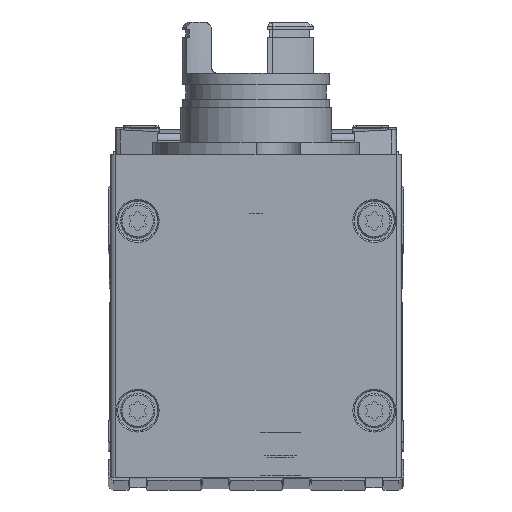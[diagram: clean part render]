
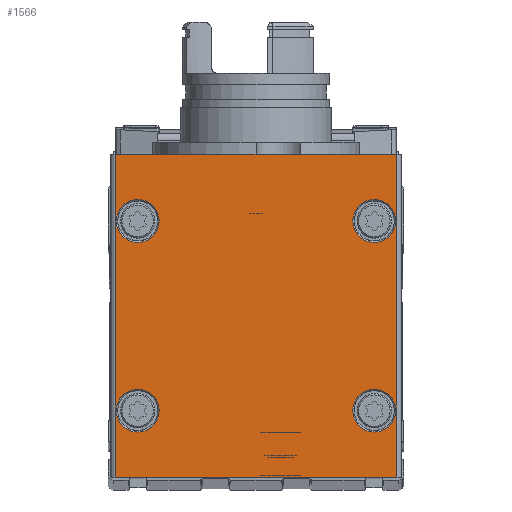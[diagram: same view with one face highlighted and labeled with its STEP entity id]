
A CAD part, top view. The second image highlights one B-rep face of the part: STEP entity #1566.
In plain terms, the highlighted planar face has unit normal (0, 0, 1).
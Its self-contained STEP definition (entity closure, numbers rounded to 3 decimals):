
#1566 = ADVANCED_FACE( '', ( #3568, #3569, #3570, #3571, #3572 ), #3573, .F. );
#3568 = FACE_BOUND( '', #6083, .T. );
#3569 = FACE_BOUND( '', #6084, .T. );
#3570 = FACE_BOUND( '', #6085, .T. );
#3571 = FACE_BOUND( '', #6086, .T. );
#3572 = FACE_OUTER_BOUND( '', #6087, .T. );
#3573 = PLANE( '', #6088 );
#6083 = EDGE_LOOP( '', ( #10435 ) );
#6084 = EDGE_LOOP( '', ( #10436 ) );
#6085 = EDGE_LOOP( '', ( #10437 ) );
#6086 = EDGE_LOOP( '', ( #10438 ) );
#6087 = EDGE_LOOP( '', ( #10439, #10440, #10441, #10442 ) );
#6088 = AXIS2_PLACEMENT_3D( '', #10443, #10444, #10445 );
#10435 = ORIENTED_EDGE( '', *, *, #15198, .T. );
#10436 = ORIENTED_EDGE( '', *, *, #15740, .T. );
#10437 = ORIENTED_EDGE( '', *, *, #15741, .T. );
#10438 = ORIENTED_EDGE( '', *, *, #15089, .T. );
#10439 = ORIENTED_EDGE( '', *, *, #15742, .T. );
#10440 = ORIENTED_EDGE( '', *, *, #15123, .F. );
#10441 = ORIENTED_EDGE( '', *, *, #15743, .F. );
#10442 = ORIENTED_EDGE( '', *, *, #15264, .T. );
#10443 = CARTESIAN_POINT( '', ( -28.5, 65.5, 67. ) );
#10444 = DIRECTION( '', ( 0., 0., -1. ) );
#10445 = DIRECTION( '', ( -1., 0., 0. ) );
#15089 = EDGE_CURVE( '', #18336, #18336, #18337, .T. );
#15123 = EDGE_CURVE( '', #18392, #18387, #18394, .T. );
#15198 = EDGE_CURVE( '', #18512, #18512, #18513, .T. );
#15264 = EDGE_CURVE( '', #18619, #18617, #18620, .T. );
#15740 = EDGE_CURVE( '', #19317, #19317, #19318, .T. );
#15741 = EDGE_CURVE( '', #19319, #19319, #19320, .T. );
#15742 = EDGE_CURVE( '', #18617, #18387, #19321, .T. );
#15743 = EDGE_CURVE( '', #18619, #18392, #19322, .T. );
#18336 = VERTEX_POINT( '', #22840 );
#18337 = CIRCLE( '', #22841, 4.35 );
#18387 = VERTEX_POINT( '', #22901 );
#18392 = VERTEX_POINT( '', #22907 );
#18394 = LINE( '', #22909, #22910 );
#18512 = VERTEX_POINT( '', #23083 );
#18513 = CIRCLE( '', #23084, 4.35 );
#18617 = VERTEX_POINT( '', #23223 );
#18619 = VERTEX_POINT( '', #23225 );
#18620 = LINE( '', #23226, #23227 );
#19317 = VERTEX_POINT( '', #24162 );
#19318 = CIRCLE( '', #24163, 4.35 );
#19319 = VERTEX_POINT( '', #24164 );
#19320 = CIRCLE( '', #24165, 4.35 );
#19321 = LINE( '', #24166, #24167 );
#19322 = LINE( '', #24168, #24169 );
#22840 = CARTESIAN_POINT( '', ( -28.35, 52., 67. ) );
#22841 = AXIS2_PLACEMENT_3D( '', #27099, #27100, #27101 );
#22901 = CARTESIAN_POINT( '', ( 28.5, 0., 67. ) );
#22907 = CARTESIAN_POINT( '', ( 28.5, 65.5, 67. ) );
#22909 = CARTESIAN_POINT( '', ( 28.5, 65.5, 67. ) );
#22910 = VECTOR( '', #27152, 1000. );
#23083 = CARTESIAN_POINT( '', ( 19.65, 13.5, 67. ) );
#23084 = AXIS2_PLACEMENT_3D( '', #27226, #27227, #27228 );
#23223 = CARTESIAN_POINT( '', ( -28.5, 0., 67. ) );
#23225 = CARTESIAN_POINT( '', ( -28.5, 65.5, 67. ) );
#23226 = CARTESIAN_POINT( '', ( -28.5, 65.5, 67. ) );
#23227 = VECTOR( '', #27333, 1000. );
#24162 = CARTESIAN_POINT( '', ( 19.65, 52., 67. ) );
#24163 = AXIS2_PLACEMENT_3D( '', #27969, #27970, #27971 );
#24164 = CARTESIAN_POINT( '', ( -28.35, 13.5, 67. ) );
#24165 = AXIS2_PLACEMENT_3D( '', #27972, #27973, #27974 );
#24166 = CARTESIAN_POINT( '', ( -28.5, 0., 67. ) );
#24167 = VECTOR( '', #27975, 1000. );
#24168 = CARTESIAN_POINT( '', ( -28.5, 65.5, 67. ) );
#24169 = VECTOR( '', #27976, 1000. );
#27099 = CARTESIAN_POINT( '', ( -24., 52., 67. ) );
#27100 = DIRECTION( '', ( 0., 0., -1. ) );
#27101 = DIRECTION( '', ( -1., 0., 0. ) );
#27152 = DIRECTION( '', ( 0., -1., 0. ) );
#27226 = CARTESIAN_POINT( '', ( 24., 13.5, 67. ) );
#27227 = DIRECTION( '', ( 0., 0., -1. ) );
#27228 = DIRECTION( '', ( -1., 0., 0. ) );
#27333 = DIRECTION( '', ( 0., -1., 0. ) );
#27969 = CARTESIAN_POINT( '', ( 24., 52., 67. ) );
#27970 = DIRECTION( '', ( 0., 0., -1. ) );
#27971 = DIRECTION( '', ( -1., 0., 0. ) );
#27972 = CARTESIAN_POINT( '', ( -24., 13.5, 67. ) );
#27973 = DIRECTION( '', ( 0., 0., -1. ) );
#27974 = DIRECTION( '', ( -1., 0., 0. ) );
#27975 = DIRECTION( '', ( 1., 0., 0. ) );
#27976 = DIRECTION( '', ( 1., 0., 0. ) );
